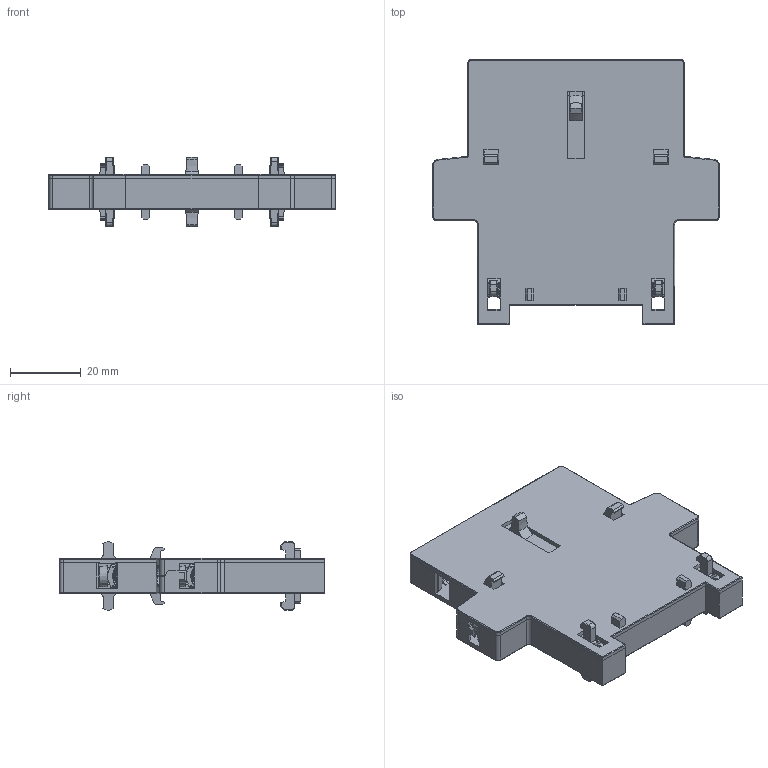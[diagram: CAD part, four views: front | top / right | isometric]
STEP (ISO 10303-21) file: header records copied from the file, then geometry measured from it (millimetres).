
FILE_DESCRIPTION(/* description */ (''),/* implementation_level */ '2;1');
FILE_NAME(/* name */ 'BFX5001.stp',/* time_stamp */ '2020-01-08T15:55:05+01:00',/* author */ (''),/* organization */ (''),/* preprocessor_version */ 'ST-DEVELOPER v16',/* originating_system */ 'SIEMENS PLM Software NX 10.0',/* authorisation */ '');
FILE_SCHEMA (('AP203_CONFIGURATION_CONTROLLED_3D_DESIGN_OF_MECHANICAL_PARTS_AND_ASSEMBLIES_MIM_LF { 1 0 10303 403 2 1 2}'));
Length unit declared in the file: millimetre
Products named in the file (1): Ferr2A2CDB70sgv4
Bounding box: 81 x 75 x 19.8 mm (x, y, z)
Surface area: 21197.6 mm2 (no closed solid volume)
Topology: 0 solids, 66 shells, 747 faces, 3067 edges, 2334 vertices
Faces by surface type: plane 459, cylinder 220, torus 24, bspline 20, cone 16, sphere 8
Full cylindrical faces by diameter (mm): 2.3 x4, 3 x8, 3.04 x4, 4.9 x2
Entity records: 32737 total; most frequent: CARTESIAN_POINT 7766, DIRECTION 5086, ORIENTED_EDGE 4465, EDGE_CURVE 3029, VERTEX_POINT 2323, LINE 2134, VECTOR 2134, AXIS2_PLACEMENT_3D 1476
